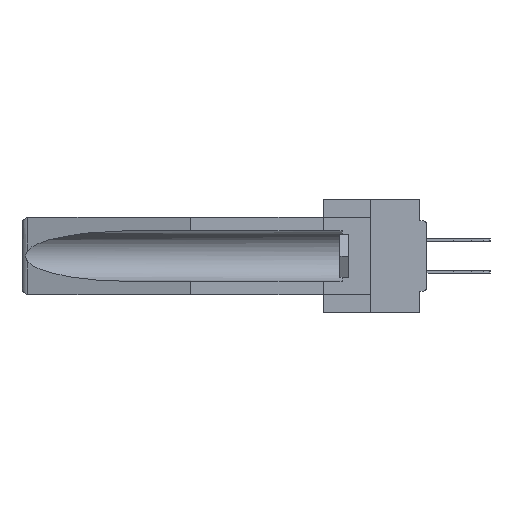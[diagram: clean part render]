
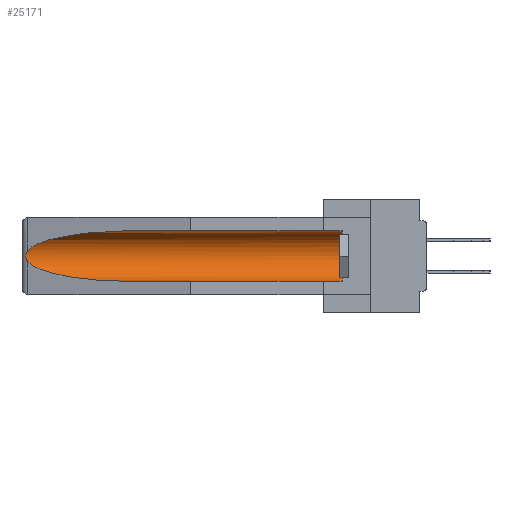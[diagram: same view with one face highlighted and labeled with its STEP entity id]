
A CAD part, left-side view. The second image highlights one B-rep face of the part: STEP entity #25171.
In plain terms, the highlighted cylindrical face has radius 2.857 mm (diameter 5.715 mm), a partial arc.
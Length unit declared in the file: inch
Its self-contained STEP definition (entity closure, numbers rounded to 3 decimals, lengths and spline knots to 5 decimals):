
#600 = LINE ( 'NONE', #11690, #35428 ) ;
#1704 = CARTESIAN_POINT ( 'NONE',  ( 0.155, -0.30754, -0.284 ) ) ;
#1767 = ORIENTED_EDGE ( 'NONE', *, *, #4929, .F. ) ;
#1975 = CARTESIAN_POINT ( 'NONE',  ( 0.26537, 1.52718, -0.19328 ) ) ;
#2289 = CARTESIAN_POINT ( 'NONE',  ( 0.21114, 1.30732, -0.284 ) ) ;
#2730 = EDGE_CURVE ( 'NONE', #20321, #26332, #26908, .T. ) ;
#3054 = CARTESIAN_POINT ( 'NONE',  ( 0.2675, 1.53308, -0.17534 ) ) ;
#4817 = EDGE_LOOP ( 'NONE', ( #32940, #20239, #12918, #1767, #39022, #34475 ) ) ;
#4929 = EDGE_CURVE ( 'NONE', #10245, #26332, #11380, .T. ) ;
#6105 = CARTESIAN_POINT ( 'NONE',  ( 0.155, 1.07973, -0.059 ) ) ;
#6138 = CARTESIAN_POINT ( 'NONE',  ( 0.2675, 1.53308, -0.16763 ) ) ;
#9411 = EDGE_CURVE ( 'NONE', #39452, #28852, #600, .T. ) ;
#9562 = CARTESIAN_POINT ( 'NONE',  ( 0.21114, 1.30732, -0.059 ) ) ;
#9909 = DIRECTION ( 'NONE',  ( 0., 0., 1. ) ) ;
#10150 =( BOUNDED_CURVE ( )  B_SPLINE_CURVE ( 3, ( #6105, #9562, #16212, #32694 ),
 .UNSPECIFIED., .F., .F. ) 
 B_SPLINE_CURVE_WITH_KNOTS ( ( 4, 4 ),
 ( 4.71239, 6.08839 ),
 .UNSPECIFIED. ) 
 CURVE ( )  GEOMETRIC_REPRESENTATION_ITEM ( )  RATIONAL_B_SPLINE_CURVE ( ( 1., 0.848, 0.848, 1. ) ) 
 REPRESENTATION_ITEM ( '' )  );
#10245 = VERTEX_POINT ( 'NONE', #17225 ) ;
#10333 = VECTOR ( 'NONE', #37765, 39.37008 ) ;
#11380 = LINE ( 'NONE', #1704, #10333 ) ;
#11690 = CARTESIAN_POINT ( 'NONE',  ( 0.155, -0.30754, -0.059 ) ) ;
#12133 = AXIS2_PLACEMENT_3D ( 'NONE', #36631, #32895, #9909 ) ;
#12325 = CARTESIAN_POINT ( 'NONE',  ( 0.155, 1.07973, -0.284 ) ) ;
#12721 = CARTESIAN_POINT ( 'NONE',  ( 0.26537, 1.52718, -0.14972 ) ) ;
#12918 = ORIENTED_EDGE ( 'NONE', *, *, #2730, .T. ) ;
#15686 = CARTESIAN_POINT ( 'NONE',  ( 0.26537, 1.52718, -0.19328 ) ) ;
#16128 = CARTESIAN_POINT ( 'NONE',  ( 0.155, -0.30754, -0.1715 ) ) ;
#16212 = CARTESIAN_POINT ( 'NONE',  ( 0.25451, 1.48313, -0.09465 ) ) ;
#17225 = CARTESIAN_POINT ( 'NONE',  ( 0.155, 0.126, -0.284 ) ) ;
#19459 = CARTESIAN_POINT ( 'NONE',  ( 0.26597, 1.52961, -0.15275 ) ) ;
#19480 = DIRECTION ( 'NONE',  ( 0., 0., 1. ) ) ;
#20176 = CIRCLE ( 'NONE', #12133, 0.1125 ) ;
#20239 = ORIENTED_EDGE ( 'NONE', *, *, #31375, .T. ) ;
#20321 = VERTEX_POINT ( 'NONE', #1975 ) ;
#20510 = B_SPLINE_CURVE_WITH_KNOTS ( 'NONE', 3,
 ( #22959, #19459, #39416, #29616, #6138, #3054, #36166, #29337, #29916, #42777 ),
 .UNSPECIFIED., .F., .F.,
 ( 4, 2, 2, 2, 4 ),
 ( 0., 0.00029, 0.00058, 0.00087, 0.00117 ),
 .UNSPECIFIED. ) ;
#20648 = CARTESIAN_POINT ( 'NONE',  ( 0.155, 1.07973, -0.284 ) ) ;
#20729 = EDGE_CURVE ( 'NONE', #10245, #39452, #20176, .T. ) ;
#22559 = DIRECTION ( 'NONE',  ( 0., 1., 0. ) ) ;
#22959 = CARTESIAN_POINT ( 'NONE',  ( 0.26537, 1.52718, -0.14972 ) ) ;
#25171 = ADVANCED_FACE ( 'NONE', ( #43008 ), #26804, .F. ) ;
#26332 = VERTEX_POINT ( 'NONE', #20648 ) ;
#26804 = CYLINDRICAL_SURFACE ( 'NONE', #29710, 0.1125 ) ;
#26908 =( BOUNDED_CURVE ( )  B_SPLINE_CURVE ( 3, ( #15686, #39111, #2289, #12325 ),
 .UNSPECIFIED., .F., .F. ) 
 B_SPLINE_CURVE_WITH_KNOTS ( ( 4, 4 ),
 ( 0.1948, 1.5708 ),
 .UNSPECIFIED. ) 
 CURVE ( )  GEOMETRIC_REPRESENTATION_ITEM ( )  RATIONAL_B_SPLINE_CURVE ( ( 1., 0.848, 0.848, 1. ) ) 
 REPRESENTATION_ITEM ( '' )  );
#28852 = VERTEX_POINT ( 'NONE', #41824 ) ;
#29337 = CARTESIAN_POINT ( 'NONE',  ( 0.26655, 1.53094, -0.18657 ) ) ;
#29616 = CARTESIAN_POINT ( 'NONE',  ( 0.2673, 1.5327, -0.16383 ) ) ;
#29710 = AXIS2_PLACEMENT_3D ( 'NONE', #16128, #22559, #19480 ) ;
#29916 = CARTESIAN_POINT ( 'NONE',  ( 0.26597, 1.5296, -0.19026 ) ) ;
#30637 = VERTEX_POINT ( 'NONE', #12721 ) ;
#31375 = EDGE_CURVE ( 'NONE', #30637, #20321, #20510, .T. ) ;
#32694 = CARTESIAN_POINT ( 'NONE',  ( 0.26537, 1.52718, -0.14972 ) ) ;
#32895 = DIRECTION ( 'NONE',  ( 0., -1., 0. ) ) ;
#32940 = ORIENTED_EDGE ( 'NONE', *, *, #41630, .T. ) ;
#34475 = ORIENTED_EDGE ( 'NONE', *, *, #9411, .T. ) ;
#35428 = VECTOR ( 'NONE', #38157, 39.37008 ) ;
#36166 = CARTESIAN_POINT ( 'NONE',  ( 0.2673, 1.53269, -0.17917 ) ) ;
#36631 = CARTESIAN_POINT ( 'NONE',  ( 0.155, 0.126, -0.1715 ) ) ;
#37765 = DIRECTION ( 'NONE',  ( 0., 1., 0. ) ) ;
#38157 = DIRECTION ( 'NONE',  ( 0., 1., 0. ) ) ;
#39022 = ORIENTED_EDGE ( 'NONE', *, *, #20729, .T. ) ;
#39111 = CARTESIAN_POINT ( 'NONE',  ( 0.25451, 1.48313, -0.24835 ) ) ;
#39416 = CARTESIAN_POINT ( 'NONE',  ( 0.26654, 1.53092, -0.15636 ) ) ;
#39452 = VERTEX_POINT ( 'NONE', #41377 ) ;
#41377 = CARTESIAN_POINT ( 'NONE',  ( 0.155, 0.126, -0.059 ) ) ;
#41630 = EDGE_CURVE ( 'NONE', #28852, #30637, #10150, .T. ) ;
#41824 = CARTESIAN_POINT ( 'NONE',  ( 0.155, 1.07973, -0.059 ) ) ;
#42777 = CARTESIAN_POINT ( 'NONE',  ( 0.26537, 1.52718, -0.19328 ) ) ;
#43008 = FACE_OUTER_BOUND ( 'NONE', #4817, .T. ) ;
